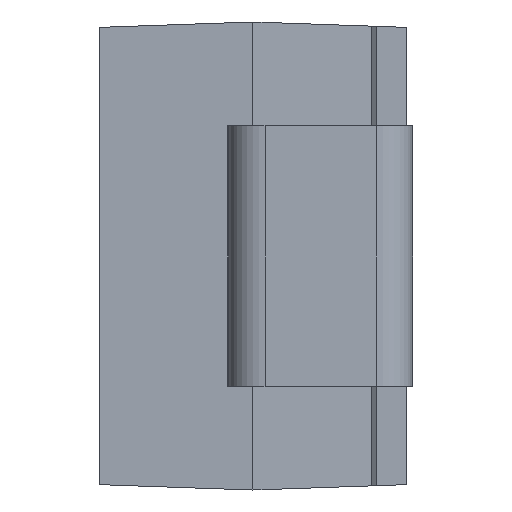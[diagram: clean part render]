
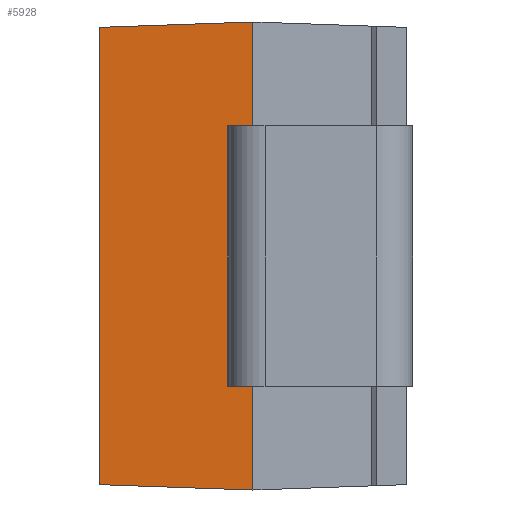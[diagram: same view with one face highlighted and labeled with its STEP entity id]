
A CAD part, left-side view. The second image highlights one B-rep face of the part: STEP entity #5928.
In plain terms, the highlighted planar face has unit normal (-0.999, 0.035, 0).
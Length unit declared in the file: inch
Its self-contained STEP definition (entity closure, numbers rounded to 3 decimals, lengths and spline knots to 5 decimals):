
#85 = EDGE_CURVE ( 'NONE', #1361, #3887, #1416, .T. ) ;
#105 = VERTEX_POINT ( 'NONE', #3309 ) ;
#152 = CARTESIAN_POINT ( 'NONE',  ( -0.0935, 0., -0.07775 ) ) ;
#179 = CARTESIAN_POINT ( 'NONE',  ( -0.0935, 0., -0.07775 ) ) ;
#184 = EDGE_CURVE ( 'NONE', #2347, #105, #595, .T. ) ;
#230 = EDGE_CURVE ( 'NONE', #3887, #2168, #4954, .T. ) ;
#233 = EDGE_LOOP ( 'NONE', ( #801, #618, #2192, #6030, #2467, #509, #4108, #5837 ) ) ;
#304 = PLANE ( 'NONE',  #880 ) ;
#356 = DIRECTION ( 'NONE',  ( 0., 0., 1. ) ) ;
#509 = ORIENTED_EDGE ( 'NONE', *, *, #2375, .F. ) ;
#595 = LINE ( 'NONE', #152, #5441 ) ;
#618 = ORIENTED_EDGE ( 'NONE', *, *, #85, .T. ) ;
#801 = ORIENTED_EDGE ( 'NONE', *, *, #5421, .F. ) ;
#802 = FACE_OUTER_BOUND ( 'NONE', #233, .T. ) ;
#854 = EDGE_CURVE ( 'NONE', #891, #5065, #1925, .T. ) ;
#880 = AXIS2_PLACEMENT_3D ( 'NONE', #5263, #6101, #3747 ) ;
#891 = VERTEX_POINT ( 'NONE', #1060 ) ;
#914 = CARTESIAN_POINT ( 'NONE',  ( -0.09172, 0.051, 0.07597 ) ) ;
#1060 = CARTESIAN_POINT ( 'NONE',  ( -0.0935, 0., 0.07775 ) ) ;
#1361 = VERTEX_POINT ( 'NONE', #5520 ) ;
#1416 = LINE ( 'NONE', #3700, #1969 ) ;
#1431 = VECTOR ( 'NONE', #356, 39.37008 ) ;
#1925 = LINE ( 'NONE', #4863, #5043 ) ;
#1969 = VECTOR ( 'NONE', #4126, 39.37008 ) ;
#2025 = LINE ( 'NONE', #5305, #3764 ) ;
#2037 = EDGE_CURVE ( 'NONE', #2168, #5065, #2025, .T. ) ;
#2046 = CARTESIAN_POINT ( 'NONE',  ( -0.09172, 0.051, 0.07597 ) ) ;
#2167 = LINE ( 'NONE', #2046, #5846 ) ;
#2168 = VERTEX_POINT ( 'NONE', #3218 ) ;
#2192 = ORIENTED_EDGE ( 'NONE', *, *, #230, .T. ) ;
#2347 = VERTEX_POINT ( 'NONE', #179 ) ;
#2375 = EDGE_CURVE ( 'NONE', #4595, #891, #2167, .T. ) ;
#2467 = ORIENTED_EDGE ( 'NONE', *, *, #854, .F. ) ;
#2493 = DIRECTION ( 'NONE',  ( 0., 0., -1. ) ) ;
#3218 = CARTESIAN_POINT ( 'NONE',  ( -0.09321, 0.00838, 0.0433 ) ) ;
#3238 = DIRECTION ( 'NONE',  ( 0., 0., 1. ) ) ;
#3309 = CARTESIAN_POINT ( 'NONE',  ( -0.09172, 0.051, -0.07597 ) ) ;
#3372 = DIRECTION ( 'NONE',  ( 0.035, 0.999, 0.035 ) ) ;
#3482 = VECTOR ( 'NONE', #3238, 39.37008 ) ;
#3700 = CARTESIAN_POINT ( 'NONE',  ( -0.0935, 0., -0.0433 ) ) ;
#3747 = DIRECTION ( 'NONE',  ( -0.035, -0.999, 0. ) ) ;
#3764 = VECTOR ( 'NONE', #5829, 39.37008 ) ;
#3887 = VERTEX_POINT ( 'NONE', #4727 ) ;
#3979 = LINE ( 'NONE', #5925, #6083 ) ;
#4060 = DIRECTION ( 'NONE',  ( -0.035, -0.999, 0.035 ) ) ;
#4067 = EDGE_CURVE ( 'NONE', #105, #4595, #5972, .T. ) ;
#4108 = ORIENTED_EDGE ( 'NONE', *, *, #4067, .F. ) ;
#4126 = DIRECTION ( 'NONE',  ( 0.035, 0.999, 0. ) ) ;
#4349 = CARTESIAN_POINT ( 'NONE',  ( -0.0935, 0., 0.0433 ) ) ;
#4595 = VERTEX_POINT ( 'NONE', #914 ) ;
#4727 = CARTESIAN_POINT ( 'NONE',  ( -0.09321, 0.00838, -0.0433 ) ) ;
#4863 = CARTESIAN_POINT ( 'NONE',  ( -0.0935, 0., -0.07775 ) ) ;
#4954 = LINE ( 'NONE', #5481, #3482 ) ;
#5043 = VECTOR ( 'NONE', #2493, 39.37008 ) ;
#5065 = VERTEX_POINT ( 'NONE', #4349 ) ;
#5263 = CARTESIAN_POINT ( 'NONE',  ( -0.0935, 0., -0.07775 ) ) ;
#5305 = CARTESIAN_POINT ( 'NONE',  ( -0.0935, 0., 0.0433 ) ) ;
#5396 = DIRECTION ( 'NONE',  ( 0., 0., -1. ) ) ;
#5421 = EDGE_CURVE ( 'NONE', #1361, #2347, #3979, .T. ) ;
#5441 = VECTOR ( 'NONE', #3372, 39.37008 ) ;
#5481 = CARTESIAN_POINT ( 'NONE',  ( -0.09321, 0.00838, -0.07775 ) ) ;
#5520 = CARTESIAN_POINT ( 'NONE',  ( -0.0935, 0., -0.0433 ) ) ;
#5829 = DIRECTION ( 'NONE',  ( -0.035, -0.999, 0. ) ) ;
#5837 = ORIENTED_EDGE ( 'NONE', *, *, #184, .F. ) ;
#5846 = VECTOR ( 'NONE', #4060, 39.37008 ) ;
#5879 = CARTESIAN_POINT ( 'NONE',  ( -0.09172, 0.051, 0.07775 ) ) ;
#5925 = CARTESIAN_POINT ( 'NONE',  ( -0.0935, 0., -0.07775 ) ) ;
#5928 = ADVANCED_FACE ( 'NONE', ( #802 ), #304, .T. ) ;
#5972 = LINE ( 'NONE', #5879, #1431 ) ;
#6030 = ORIENTED_EDGE ( 'NONE', *, *, #2037, .T. ) ;
#6083 = VECTOR ( 'NONE', #5396, 39.37008 ) ;
#6101 = DIRECTION ( 'NONE',  ( -0.999, 0.035, 0. ) ) ;
